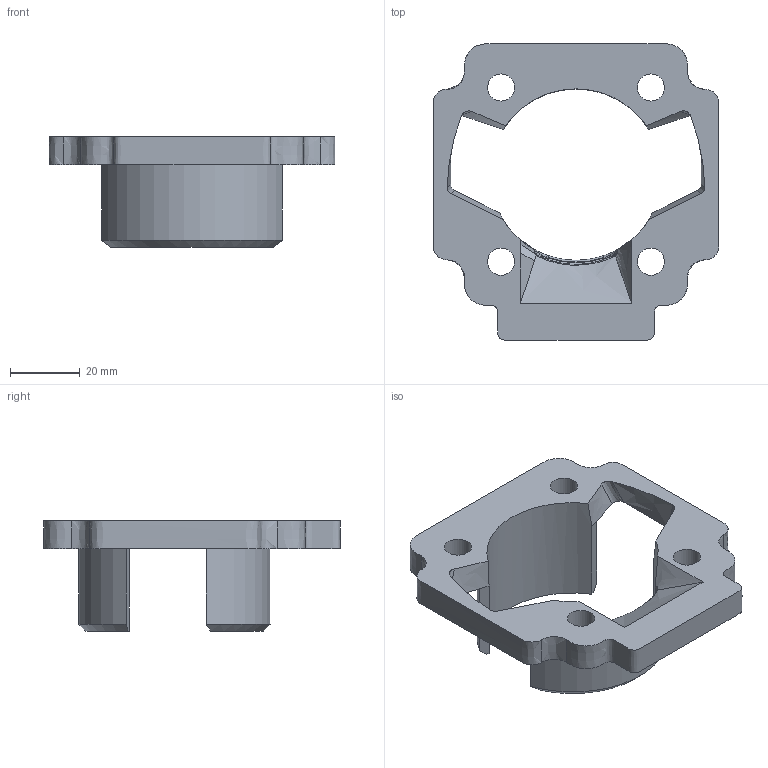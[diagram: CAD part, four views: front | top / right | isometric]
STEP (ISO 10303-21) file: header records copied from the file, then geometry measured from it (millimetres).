
FILE_DESCRIPTION(/* description */ (''),/* implementation_level */ '2;1');
FILE_NAME(/* name */ 'Emb Cyl DT50 PT R00 v4.step',/* time_stamp */ '2020-11-20T12:54:46+01:00',/* author */ (''),/* organization */ (''),/* preprocessor_version */ 'ST-DEVELOPER v18.1',/* originating_system */ 'Autodesk Translation Framework v9.3.0.1241',/* authorisation */ '');
FILE_SCHEMA (('AUTOMOTIVE_DESIGN { 1 0 10303 214 3 1 1 }'));
Length unit declared in the file: millimetre
Products named in the file (2): Emb Cyl DT50 PT R00; Cale
Assembly tree (1 placements, depth 2):
  Emb Cyl DT50 PT R00
    Cale
Bounding box: 82.01 x 85.01 x 31.7 mm (x, y, z)
Volume: 33054.8 mm3; surface area: 17261.3 mm2
Topology: 1 solids, 1 shells, 58 faces, 161 edges, 105 vertices
Faces by surface type: bspline 24, cylinder 19, plane 11, torus 2, cone 2
Full cylindrical faces by diameter (mm): 7.8 x4
Entity records: 3365 total; most frequent: CARTESIAN_POINT 2032, ORIENTED_EDGE 322, DIRECTION 178, EDGE_CURVE 161, VERTEX_POINT 105, B_SPLINE_CURVE_WITH_KNOTS 85, AXIS2_PLACEMENT_3D 69, EDGE_LOOP 68
